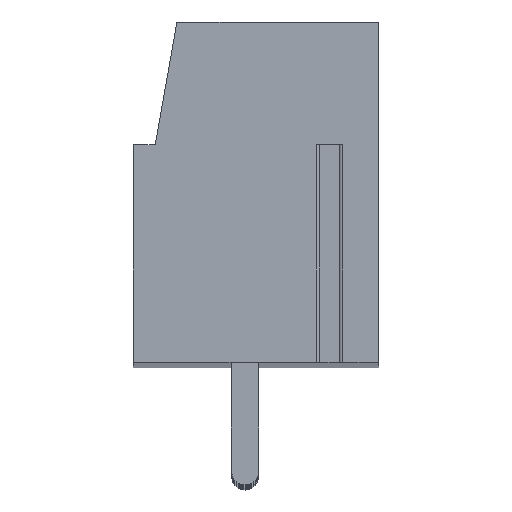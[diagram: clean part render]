
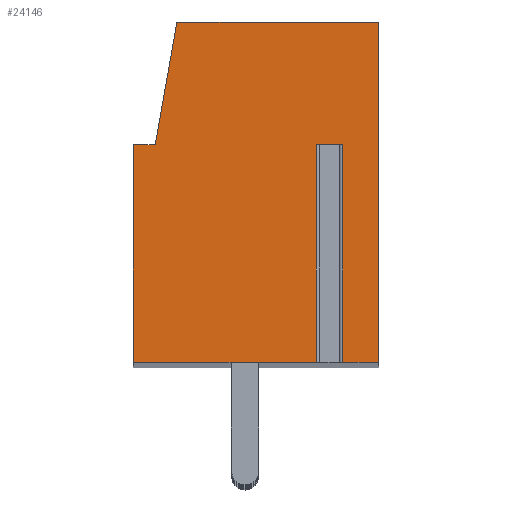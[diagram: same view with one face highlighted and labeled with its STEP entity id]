
A CAD part, top view. The second image highlights one B-rep face of the part: STEP entity #24146.
In plain terms, the highlighted planar face has unit normal (0, 0, 1).
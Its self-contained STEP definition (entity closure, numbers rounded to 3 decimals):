
#517=DIRECTION('',(-1.,0.,0.));
#518=VECTOR('',#517,0.958);
#519=CARTESIAN_POINT('',(3.179,1.75,107.5));
#520=LINE('',#519,#518);
#521=DIRECTION('',(0.,-1.,0.));
#522=VECTOR('',#521,8.);
#523=CARTESIAN_POINT('',(2.221,1.75,107.5));
#524=LINE('',#523,#522);
#525=DIRECTION('',(1.,0.,0.));
#526=VECTOR('',#525,6.721);
#527=CARTESIAN_POINT('',(-4.5,-6.25,107.5));
#528=LINE('',#527,#526);
#529=DIRECTION('',(0.,-1.,0.));
#530=VECTOR('',#529,8.);
#531=CARTESIAN_POINT('',(-4.5,1.75,107.5));
#532=LINE('',#531,#530);
#533=DIRECTION('',(-1.,0.,0.));
#534=VECTOR('',#533,0.8);
#535=CARTESIAN_POINT('',(-3.7,1.75,107.5));
#536=LINE('',#535,#534);
#537=DIRECTION('',(-0.174,-0.985,0.));
#538=VECTOR('',#537,4.569);
#539=CARTESIAN_POINT('',(-2.907,6.25,107.5));
#540=LINE('',#539,#538);
#541=DIRECTION('',(-1.,0.,0.));
#542=VECTOR('',#541,7.407);
#543=CARTESIAN_POINT('',(4.5,6.25,107.5));
#544=LINE('',#543,#542);
#545=DIRECTION('',(0.,1.,0.));
#546=VECTOR('',#545,12.5);
#547=CARTESIAN_POINT('',(4.5,-6.25,107.5));
#548=LINE('',#547,#546);
#549=DIRECTION('',(1.,0.,0.));
#550=VECTOR('',#549,1.321);
#551=CARTESIAN_POINT('',(3.179,-6.25,107.5));
#552=LINE('',#551,#550);
#553=DIRECTION('',(0.,-1.,0.));
#554=VECTOR('',#553,8.);
#555=CARTESIAN_POINT('',(3.179,1.75,107.5));
#556=LINE('',#555,#554);
#18521=CARTESIAN_POINT('',(4.5,-6.25,107.5));
#18522=CARTESIAN_POINT('',(4.5,6.25,107.5));
#18523=VERTEX_POINT('',#18521);
#18524=VERTEX_POINT('',#18522);
#18525=CARTESIAN_POINT('',(-2.907,6.25,107.5));
#18526=VERTEX_POINT('',#18525);
#18527=CARTESIAN_POINT('',(-3.7,1.75,107.5));
#18528=VERTEX_POINT('',#18527);
#18529=CARTESIAN_POINT('',(-4.5,1.75,107.5));
#18530=VERTEX_POINT('',#18529);
#18531=CARTESIAN_POINT('',(-4.5,-6.25,107.5));
#18532=VERTEX_POINT('',#18531);
#18577=CARTESIAN_POINT('',(3.179,1.75,107.5));
#18578=CARTESIAN_POINT('',(2.221,1.75,107.5));
#18579=VERTEX_POINT('',#18577);
#18580=VERTEX_POINT('',#18578);
#18581=CARTESIAN_POINT('',(3.179,-6.25,107.5));
#18582=VERTEX_POINT('',#18581);
#18583=CARTESIAN_POINT('',(2.221,-6.25,107.5));
#18584=VERTEX_POINT('',#18583);
#24122=CARTESIAN_POINT('',(0.,0.,107.5));
#24123=DIRECTION('',(0.,0.,1.));
#24124=DIRECTION('',(1.,0.,0.));
#24125=AXIS2_PLACEMENT_3D('',#24122,#24123,#24124);
#24126=PLANE('',#24125);
#24128=ORIENTED_EDGE('',*,*,#24127,.T.);
#24129=ORIENTED_EDGE('',*,*,#24113,.T.);
#24130=ORIENTED_EDGE('',*,*,#23834,.F.);
#24132=ORIENTED_EDGE('',*,*,#24131,.F.);
#24134=ORIENTED_EDGE('',*,*,#24133,.F.);
#24136=ORIENTED_EDGE('',*,*,#24135,.F.);
#24138=ORIENTED_EDGE('',*,*,#24137,.F.);
#24140=ORIENTED_EDGE('',*,*,#24139,.F.);
#24141=ORIENTED_EDGE('',*,*,#23813,.F.);
#24143=ORIENTED_EDGE('',*,*,#24142,.F.);
#24144=EDGE_LOOP('',(#24128,#24129,#24130,#24132,#24134,#24136,#24138,#24140,
#24141,#24143));
#24145=FACE_OUTER_BOUND('',#24144,.F.);
#23813=EDGE_CURVE('',#18582,#18523,#552,.T.);
#23834=EDGE_CURVE('',#18532,#18584,#528,.T.);
#24113=EDGE_CURVE('',#18580,#18584,#524,.T.);
#24127=EDGE_CURVE('',#18579,#18580,#520,.T.);
#24131=EDGE_CURVE('',#18530,#18532,#532,.T.);
#24133=EDGE_CURVE('',#18528,#18530,#536,.T.);
#24135=EDGE_CURVE('',#18526,#18528,#540,.T.);
#24137=EDGE_CURVE('',#18524,#18526,#544,.T.);
#24139=EDGE_CURVE('',#18523,#18524,#548,.T.);
#24142=EDGE_CURVE('',#18579,#18582,#556,.T.);
#24146=ADVANCED_FACE('',(#24145),#24126,.T.);
